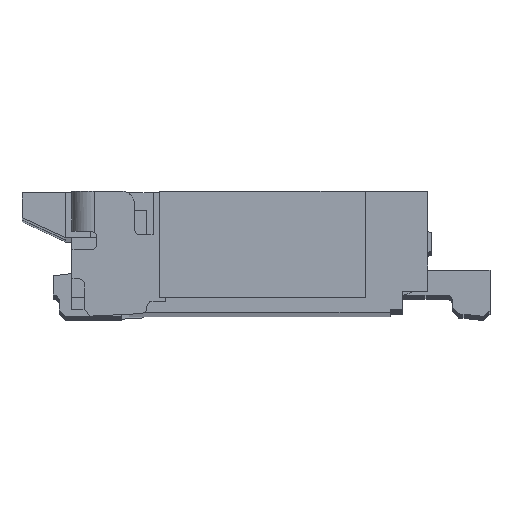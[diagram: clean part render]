
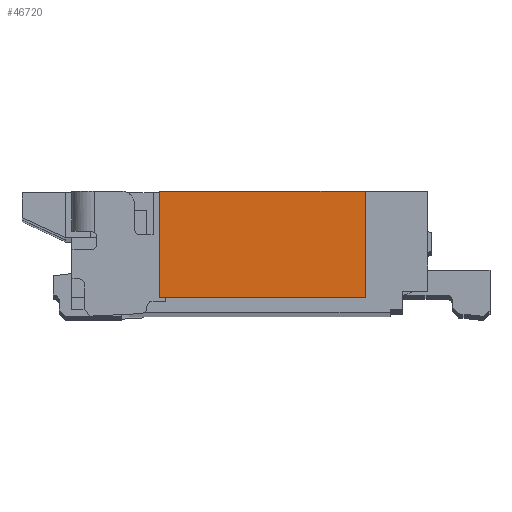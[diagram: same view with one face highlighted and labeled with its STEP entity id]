
A CAD part, top view. The second image highlights one B-rep face of the part: STEP entity #46720.
In plain terms, the highlighted planar face has unit normal (0, 0, 1).
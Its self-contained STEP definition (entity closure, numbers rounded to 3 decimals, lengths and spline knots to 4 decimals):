
#29480=CARTESIAN_POINT('',(2.0177,1.658,3.2725));
#29490=VERTEX_POINT('',#29480);
#29520=CARTESIAN_POINT('',(2.9177,1.658,3.2725));
#29530=DIRECTION('',(1.,0.,0.));
#29540=VECTOR('',#29530,1.);
#29550=LINE('',#29520,#29540);
#29560=CARTESIAN_POINT('',(3.6677,1.658,3.2725));
#29570=VERTEX_POINT('',#29560);
#29580=EDGE_CURVE('',#29490,#29570,#29550,.T.);
#46420=CARTESIAN_POINT('',(3.1885,2.219,3.2725));
#46430=DIRECTION('',(0.,0.,1.));
#46440=DIRECTION('',(1.,0.,0.));
#46450=AXIS2_PLACEMENT_3D('',#46420,#46430,#46440);
#46460=PLANE('',#46450);
#46470=CARTESIAN_POINT('',(3.6677,2.528,3.2725));
#46480=DIRECTION('',(0.,-1.,0.));
#46490=VECTOR('',#46480,1.);
#46500=LINE('',#46470,#46490);
#46510=CARTESIAN_POINT('',(3.6677,2.508,3.2725));
#46520=VERTEX_POINT('',#46510);
#46530=EDGE_CURVE('',#46520,#29570,#46500,.T.);
#46540=ORIENTED_EDGE('',*,*,#46530,.F.);
#46550=ORIENTED_EDGE('',*,*,#29580,.T.);
#46560=CARTESIAN_POINT('',(2.0177,2.528,3.2725));
#46570=DIRECTION('',(0.,-1.,0.));
#46580=VECTOR('',#46570,1.);
#46590=LINE('',#46560,#46580);
#46600=CARTESIAN_POINT('',(2.0177,2.508,3.2725));
#46610=VERTEX_POINT('',#46600);
#46620=EDGE_CURVE('',#46610,#29490,#46590,.T.);
#46630=ORIENTED_EDGE('',*,*,#46620,.T.);
#46640=CARTESIAN_POINT('',(1.3177,2.508,3.2725));
#46650=DIRECTION('',(-1.,0.,0.));
#46660=VECTOR('',#46650,1.);
#46670=LINE('',#46640,#46660);
#46680=EDGE_CURVE('',#46520,#46610,#46670,.T.);
#46690=ORIENTED_EDGE('',*,*,#46680,.T.);
#46700=EDGE_LOOP('',(#46690,#46630,#46550,#46540));
#46710=FACE_OUTER_BOUND('',#46700,.T.);
#46720=ADVANCED_FACE('',(#46710),#46460,.T.);
